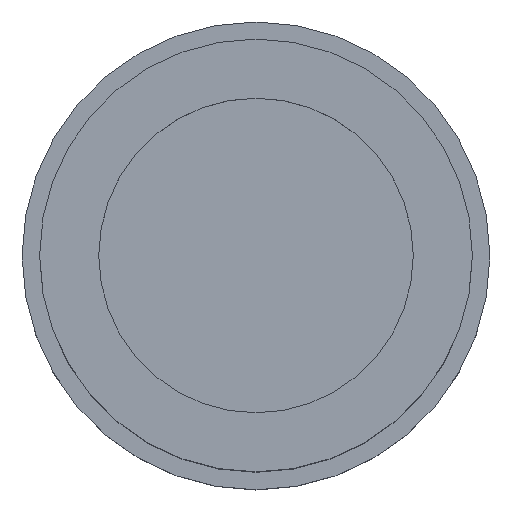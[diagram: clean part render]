
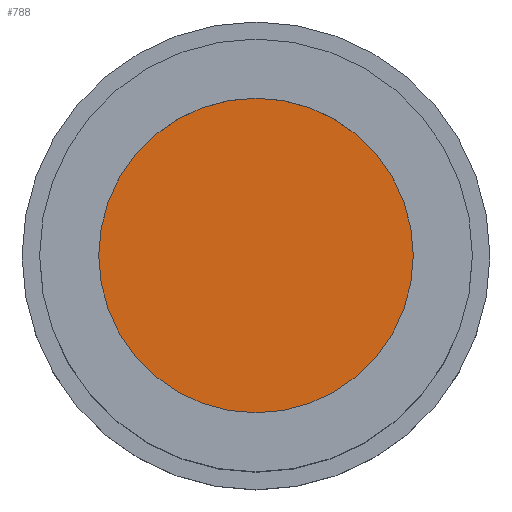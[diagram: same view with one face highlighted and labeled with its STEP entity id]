
A CAD part, top view. The second image highlights one B-rep face of the part: STEP entity #788.
In plain terms, the highlighted planar face has unit normal (0, 0, 1).
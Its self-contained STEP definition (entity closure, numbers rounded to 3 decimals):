
#261=CARTESIAN_POINT('',(0.,0.,4.302));
#262=DIRECTION('',(0.,0.,1.));
#263=DIRECTION('',(0.,1.,0.));
#264=AXIS2_PLACEMENT_3D('',#261,#262,#263);
#266=CARTESIAN_POINT('',(0.,0.,4.302));
#267=DIRECTION('',(0.,0.,1.));
#268=DIRECTION('',(0.,-1.,0.));
#269=AXIS2_PLACEMENT_3D('',#266,#267,#268);
#313=CARTESIAN_POINT('',(0.,2.69,4.302));
#314=CARTESIAN_POINT('',(0.,-2.69,4.302));
#315=VERTEX_POINT('',#313);
#316=VERTEX_POINT('',#314);
#779=CARTESIAN_POINT('',(0.,0.,4.302));
#780=DIRECTION('',(0.,0.,1.));
#781=DIRECTION('',(0.,1.,0.));
#782=AXIS2_PLACEMENT_3D('',#779,#780,#781);
#783=PLANE('',#782);
#784=ORIENTED_EDGE('',*,*,#758,.F.);
#785=ORIENTED_EDGE('',*,*,#774,.F.);
#786=EDGE_LOOP('',(#784,#785));
#787=FACE_OUTER_BOUND('',#786,.F.);
#788=ADVANCED_FACE('',(#787),#783,.T.);
#265=CIRCLE('',#264,2.69);
#270=CIRCLE('',#269,2.69);
#758=EDGE_CURVE('',#315,#316,#265,.T.);
#774=EDGE_CURVE('',#316,#315,#270,.T.);
